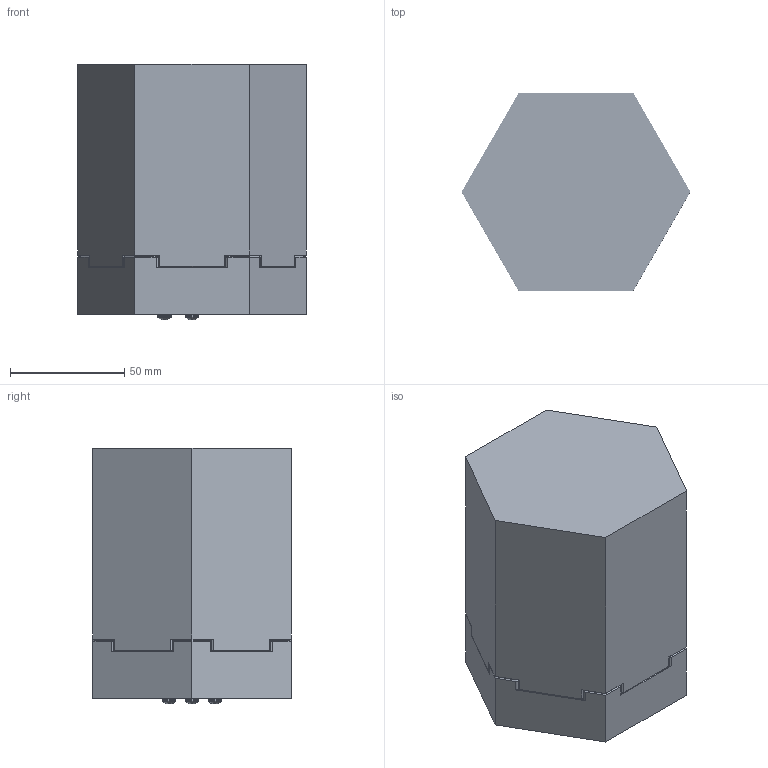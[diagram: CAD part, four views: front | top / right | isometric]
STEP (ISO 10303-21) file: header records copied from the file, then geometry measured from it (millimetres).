
FILE_DESCRIPTION(/* description */ (''),/* implementation_level */ '2;1');
FILE_NAME(/* name */ 'mold_assembly.step',/* time_stamp */ '2022-01-03T13:56:35-05:00',/* author */ (''),/* organization */ (''),/* preprocessor_version */ 'ST-DEVELOPER v18.1',/* originating_system */ 'Autodesk Translation Framework v10.10.0.1391',/* authorisation */ '');
FILE_SCHEMA (('AUTOMOTIVE_DESIGN { 1 0 10303 214 3 1 1 }'));
Length unit declared in the file: millimetre
Products named in the file (7): mold assembly; mold_inside_A; mold_inside_B; mold_bottom_outer; mold_top_outer; F1-B-M3-Heatfit; 92000A122_Passivated 18-8 Stainless Steel Pan Head Phillips Screws
Assembly tree (16 placements, depth 2):
  mold assembly
    mold_inside_A
    mold_inside_B
    mold_bottom_outer
    mold_top_outer
    F1-B-M3-Heatfit  x6
    92000A122_Passivated 18-8 Stainless Steel Pan Head Phillips Screws  x6
Bounding box: 100 x 86.6 x 111.88 mm (x, y, z)
Volume: 593630.6 mm3; surface area: 103718.6 mm2
Topology: 16 solids, 16 shells, 1770 faces, 4908 edges, 3198 vertices
Faces by surface type: cylinder 717, bspline 525, plane 380, cone 130, torus 12, sphere 6
Full cylindrical faces by diameter (mm): 2.35 x138, 2.82 x66, 3 x138, 3.2 x3, 4.133 x6, 4.148 x6, 4.443 x6, 4.5 x6, 6 x6, 7 x3, 45.012 x1, 57.267 x1
Entity records: 29068 total; most frequent: CARTESIAN_POINT 14463, ORIENTED_EDGE 3230, DIRECTION 2701, EDGE_CURVE 1615, VERTEX_POINT 1023, AXIS2_PLACEMENT_3D 914, LINE 873, VECTOR 873
